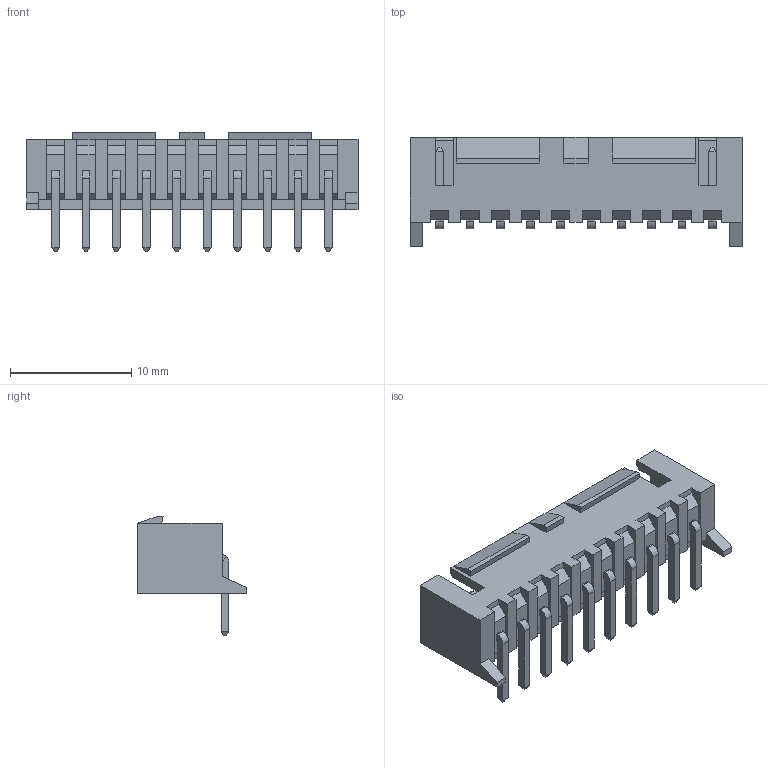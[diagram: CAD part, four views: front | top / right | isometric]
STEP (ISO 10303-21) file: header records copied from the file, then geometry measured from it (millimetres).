
FILE_DESCRIPTION (( 'STEP AP214' ), '1' );
FILE_NAME ('63194A42-6611-43F8-A88A-BE470267764E.STEP', '2025-09-19T03:57:01', ( '' ), ( '' ), 'SwSTEP 2.0', 'SolidWorks 2022', '' );
FILE_SCHEMA (( 'AUTOMOTIVE_DESIGN' ));
Length unit declared in the file: millimetre
Products named in the file (1): 63194A42-6611-43F8-A88A-BE470267764E
Bounding box: 27.4 x 9 x 9.89 mm (x, y, z)
Volume: 569.6 mm3; surface area: 1383.8 mm2
Topology: 1 solids, 1 shells, 347 faces, 865 edges, 540 vertices
Faces by surface type: plane 337, cylinder 10
Entity records: 11320 total; most frequent: CARTESIAN_POINT 1753, ORIENTED_EDGE 1730, DIRECTION 1601, EDGE_CURVE 865, VECTOR 825, LINE 825, VERTEX_POINT 540, AXIS2_PLACEMENT_3D 388
